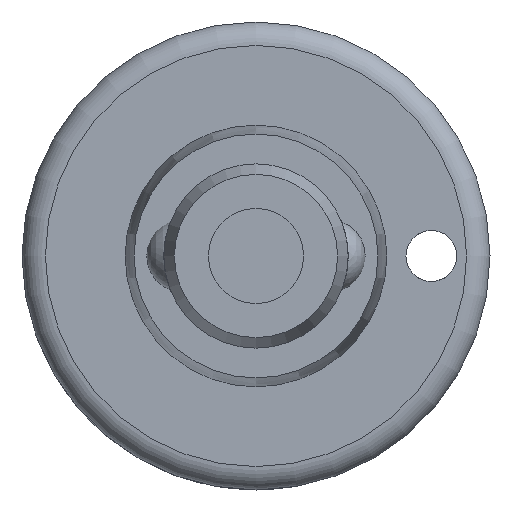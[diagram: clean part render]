
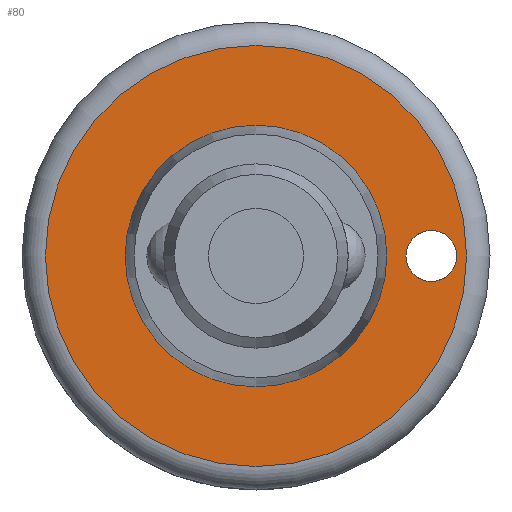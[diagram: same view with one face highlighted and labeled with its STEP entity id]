
A CAD part, front view. The second image highlights one B-rep face of the part: STEP entity #80.
In plain terms, the highlighted planar face has unit normal (0, -1, 0).
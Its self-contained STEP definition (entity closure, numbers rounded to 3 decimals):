
#80 = ADVANCED_FACE( '', ( #173, #174, #175 ), #176, .F. );
#173 = FACE_OUTER_BOUND( '', #261, .T. );
#174 = FACE_BOUND( '', #262, .T. );
#175 = FACE_BOUND( '', #263, .T. );
#176 = PLANE( '', #264 );
#261 = EDGE_LOOP( '', ( #382 ) );
#262 = EDGE_LOOP( '', ( #383 ) );
#263 = EDGE_LOOP( '', ( #384 ) );
#264 = AXIS2_PLACEMENT_3D( '', #385, #386, #387 );
#382 = ORIENTED_EDGE( '', *, *, #406, .F. );
#383 = ORIENTED_EDGE( '', *, *, #421, .T. );
#384 = ORIENTED_EDGE( '', *, *, #414, .T. );
#385 = CARTESIAN_POINT( '', ( -7.1, 17.58, 0. ) );
#386 = DIRECTION( '', ( 0., 1., 0. ) );
#387 = DIRECTION( '', ( 0., 0., 1. ) );
#406 = EDGE_CURVE( '', #457, #457, #458, .T. );
#414 = EDGE_CURVE( '', #468, #468, #469, .T. );
#421 = EDGE_CURVE( '', #479, #479, #480, .T. );
#457 = VERTEX_POINT( '', #624 );
#458 = CIRCLE( '', #625, 11.43 );
#468 = VERTEX_POINT( '', #635 );
#469 = CIRCLE( '', #636, 7.1 );
#479 = VERTEX_POINT( '', #671 );
#480 = CIRCLE( '', #672, 1.38 );
#624 = CARTESIAN_POINT( '', ( 0., 17.58, 11.43 ) );
#625 = AXIS2_PLACEMENT_3D( '', #708, #709, #710 );
#635 = CARTESIAN_POINT( '', ( 0., 17.58, 7.1 ) );
#636 = AXIS2_PLACEMENT_3D( '', #720, #721, #722 );
#671 = CARTESIAN_POINT( '', ( 9.52, 17.58, 1.38 ) );
#672 = AXIS2_PLACEMENT_3D( '', #729, #730, #731 );
#708 = CARTESIAN_POINT( '', ( 0., 17.58, 0. ) );
#709 = DIRECTION( '', ( 0., 1., 0. ) );
#710 = DIRECTION( '', ( 0., 0., 1. ) );
#720 = CARTESIAN_POINT( '', ( 0., 17.58, 0. ) );
#721 = DIRECTION( '', ( 0., 1., 0. ) );
#722 = DIRECTION( '', ( 0., 0., 1. ) );
#729 = CARTESIAN_POINT( '', ( 9.52, 17.58, 0. ) );
#730 = DIRECTION( '', ( 0., 1., 0. ) );
#731 = DIRECTION( '', ( 0., 0., 1. ) );
